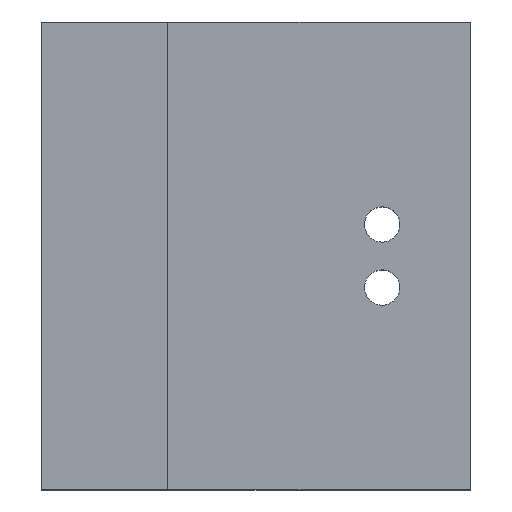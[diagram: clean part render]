
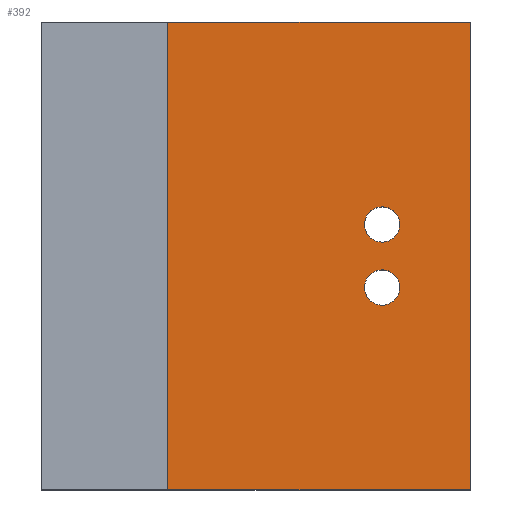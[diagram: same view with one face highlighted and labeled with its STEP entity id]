
A CAD part, top view. The second image highlights one B-rep face of the part: STEP entity #392.
In plain terms, the highlighted planar face has unit normal (0, 0, 1).
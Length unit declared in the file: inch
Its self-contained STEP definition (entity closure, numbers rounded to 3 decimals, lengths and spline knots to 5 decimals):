
#18=FACE_BOUND('',#79,.T.);
#19=FACE_BOUND('',#80,.T.);
#34=PLANE('',#442);
#53=FACE_OUTER_BOUND('',#78,.T.);
#78=EDGE_LOOP('',(#319,#320,#321,#322));
#79=EDGE_LOOP('',(#323));
#80=EDGE_LOOP('',(#324));
#121=LINE('',#633,#158);
#123=LINE('',#637,#160);
#124=LINE('',#639,#161);
#125=LINE('',#640,#162);
#158=VECTOR('',#519,0.3937);
#160=VECTOR('',#523,0.3937);
#161=VECTOR('',#524,0.3937);
#162=VECTOR('',#525,0.3937);
#175=CIRCLE('',#426,0.05512);
#177=CIRCLE('',#429,0.05512);
#189=VERTEX_POINT('',#575);
#191=VERTEX_POINT('',#581);
#208=VERTEX_POINT('',#630);
#209=VERTEX_POINT('',#632);
#210=VERTEX_POINT('',#636);
#211=VERTEX_POINT('',#638);
#224=EDGE_CURVE('',#189,#189,#175,.T.);
#227=EDGE_CURVE('',#191,#191,#177,.T.);
#251=EDGE_CURVE('',#209,#208,#121,.T.);
#253=EDGE_CURVE('',#208,#210,#123,.T.);
#254=EDGE_CURVE('',#210,#211,#124,.T.);
#255=EDGE_CURVE('',#211,#209,#125,.T.);
#319=ORIENTED_EDGE('',*,*,#251,.T.);
#320=ORIENTED_EDGE('',*,*,#253,.T.);
#321=ORIENTED_EDGE('',*,*,#254,.T.);
#322=ORIENTED_EDGE('',*,*,#255,.T.);
#323=ORIENTED_EDGE('',*,*,#224,.T.);
#324=ORIENTED_EDGE('',*,*,#227,.T.);
#392=ADVANCED_FACE('',(#53,#18,#19),#34,.T.);
#426=AXIS2_PLACEMENT_3D('',#577,#467,#468);
#429=AXIS2_PLACEMENT_3D('',#583,#474,#475);
#442=AXIS2_PLACEMENT_3D('',#635,#521,#522);
#467=DIRECTION('center_axis',(0.,0.,-1.));
#468=DIRECTION('ref_axis',(1.,0.,0.));
#474=DIRECTION('center_axis',(0.,0.,-1.));
#475=DIRECTION('ref_axis',(1.,0.,0.));
#519=DIRECTION('',(0.,-1.,0.));
#521=DIRECTION('center_axis',(0.,0.,1.));
#522=DIRECTION('ref_axis',(1.,0.,0.));
#523=DIRECTION('',(1.,0.,0.));
#524=DIRECTION('',(0.,1.,0.));
#525=DIRECTION('',(-1.,0.,0.));
#575=CARTESIAN_POINT('',(0.16272,1.12097,0.23622));
#577=CARTESIAN_POINT('Origin',(0.21784,1.12097,0.23622));
#581=CARTESIAN_POINT('',(0.16272,1.31782,0.23622));
#583=CARTESIAN_POINT('Origin',(0.21784,1.31782,0.23622));
#630=CARTESIAN_POINT('',(-0.45145,0.4892,0.23622));
#632=CARTESIAN_POINT('',(-0.45145,1.9496,0.23622));
#633=CARTESIAN_POINT('',(-0.45145,1.2194,0.23622));
#635=CARTESIAN_POINT('Origin',(-0.17586,1.2194,0.23622));
#636=CARTESIAN_POINT('',(0.49343,0.4892,0.23622));
#637=CARTESIAN_POINT('',(-0.84515,0.4892,0.23622));
#638=CARTESIAN_POINT('',(0.49343,1.9496,0.23622));
#639=CARTESIAN_POINT('',(0.49343,0.4892,0.23622));
#640=CARTESIAN_POINT('',(0.49343,1.9496,0.23622));
